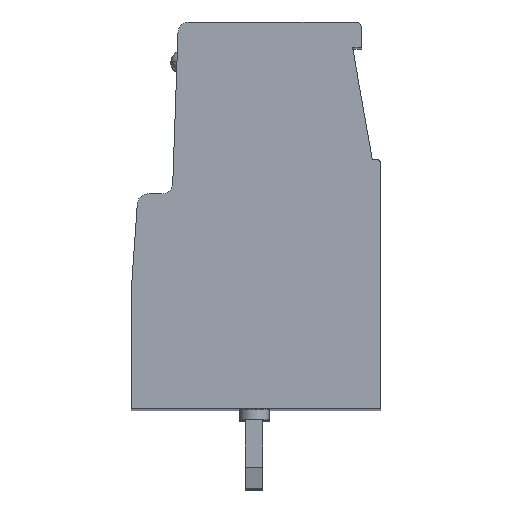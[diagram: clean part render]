
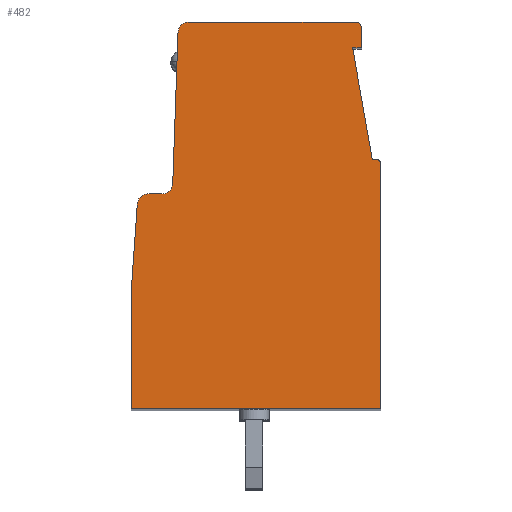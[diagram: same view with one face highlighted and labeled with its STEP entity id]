
A CAD part, top view. The second image highlights one B-rep face of the part: STEP entity #482.
In plain terms, the highlighted planar face has unit normal (0, 0, 1).
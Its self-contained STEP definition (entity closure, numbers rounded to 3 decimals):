
#482=ADVANCED_FACE('',(#1390),#1391,.T.);
#1390=FACE_OUTER_BOUND('',#2765,.T.);
#1391=PLANE('',#2766);
#2765=EDGE_LOOP('',(#4189,#4190,#4191,#4192,#4193,#4194,#4195,#4196,#4197,#4198,#4199,#4200,#4201,#4202,#4203,#4204));
#2766=AXIS2_PLACEMENT_3D('',#4205,#4206,#4207);
#4189=ORIENTED_EDGE('',*,*,#8037,.T.);
#4190=ORIENTED_EDGE('',*,*,#8038,.F.);
#4191=ORIENTED_EDGE('',*,*,#8039,.F.);
#4192=ORIENTED_EDGE('',*,*,#8040,.T.);
#4193=ORIENTED_EDGE('',*,*,#8041,.F.);
#4194=ORIENTED_EDGE('',*,*,#8042,.F.);
#4195=ORIENTED_EDGE('',*,*,#8043,.T.);
#4196=ORIENTED_EDGE('',*,*,#8044,.T.);
#4197=ORIENTED_EDGE('',*,*,#8045,.T.);
#4198=ORIENTED_EDGE('',*,*,#8046,.F.);
#4199=ORIENTED_EDGE('',*,*,#8047,.F.);
#4200=ORIENTED_EDGE('',*,*,#8048,.F.);
#4201=ORIENTED_EDGE('',*,*,#8049,.F.);
#4202=ORIENTED_EDGE('',*,*,#8050,.T.);
#4203=ORIENTED_EDGE('',*,*,#8051,.F.);
#4204=ORIENTED_EDGE('',*,*,#8052,.T.);
#4205=CARTESIAN_POINT('',(-11.731,-84.712,0.0));
#4206=DIRECTION('',(0.0,0.0,1.0));
#4207=DIRECTION('',(1.0,0.0,0.0));
#8037=EDGE_CURVE('',#9571,#9572,#9573,.T.);
#8038=EDGE_CURVE('',#9574,#9572,#9575,.T.);
#8039=EDGE_CURVE('',#9576,#9574,#9577,.T.);
#8040=EDGE_CURVE('',#9576,#9578,#9579,.T.);
#8041=EDGE_CURVE('',#9580,#9578,#9581,.T.);
#8042=EDGE_CURVE('',#9582,#9580,#9583,.T.);
#8043=EDGE_CURVE('',#9582,#9584,#9585,.T.);
#8044=EDGE_CURVE('',#9584,#9586,#9587,.T.);
#8045=EDGE_CURVE('',#9586,#9588,#9589,.T.);
#8046=EDGE_CURVE('',#9590,#9588,#9591,.T.);
#8047=EDGE_CURVE('',#9592,#9590,#9593,.T.);
#8048=EDGE_CURVE('',#9594,#9592,#9595,.T.);
#8049=EDGE_CURVE('',#9596,#9594,#9597,.T.);
#8050=EDGE_CURVE('',#9596,#9598,#9599,.T.);
#8051=EDGE_CURVE('',#9600,#9598,#9601,.T.);
#8052=EDGE_CURVE('',#9600,#9571,#9602,.T.);
#9571=VERTEX_POINT('',#11768);
#9572=VERTEX_POINT('',#11769);
#9573=LINE('',#11770,#11771);
#9574=VERTEX_POINT('',#11772);
#9575=CIRCLE('',#11773,0.5);
#9576=VERTEX_POINT('',#11774);
#9577=LINE('',#11775,#11776);
#9578=VERTEX_POINT('',#11777);
#9579=CIRCLE('',#11778,0.5);
#9580=VERTEX_POINT('',#11779);
#9581=LINE('',#11780,#11781);
#9582=VERTEX_POINT('',#11782);
#9583=LINE('',#11783,#11784);
#9584=VERTEX_POINT('',#11785);
#9585=LINE('',#11786,#11787);
#9586=VERTEX_POINT('',#11788);
#9587=LINE('',#11789,#11790);
#9588=VERTEX_POINT('',#11791);
#9589=CIRCLE('',#11792,0.2);
#9590=VERTEX_POINT('',#11793);
#9591=LINE('',#11794,#11795);
#9592=VERTEX_POINT('',#11796);
#9593=LINE('',#11797,#11798);
#9594=VERTEX_POINT('',#11799);
#9595=LINE('',#11800,#11801);
#9596=VERTEX_POINT('',#11802);
#9597=LINE('',#11803,#11804);
#9598=VERTEX_POINT('',#11805);
#9599=CIRCLE('',#11806,0.3);
#9600=VERTEX_POINT('',#11807);
#9601=LINE('',#11808,#11809);
#9602=CIRCLE('',#11810,0.5);
#11768=CARTESIAN_POINT('',(-9.437,17.517,0.0));
#11769=CARTESIAN_POINT('',(-9.683,10.483,0.0));
#11770=CARTESIAN_POINT('',(-9.501,15.707,0.0));
#11771=VECTOR('',#14564,1.0);
#11772=CARTESIAN_POINT('',(-10.183,10.0,0.0));
#11773=AXIS2_PLACEMENT_3D('',#14565,#14566,#14567);
#11774=CARTESIAN_POINT('',(-10.834,10.0,0.0));
#11775=CARTESIAN_POINT('',(-10.834,10.0,0.0));
#11776=VECTOR('',#14568,1.0);
#11777=CARTESIAN_POINT('',(-11.332,9.535,0.0));
#11778=AXIS2_PLACEMENT_3D('',#14569,#14570,#14571);
#11779=CARTESIAN_POINT('',(-11.62,5.4,0.0));
#11780=CARTESIAN_POINT('',(-11.62,5.4,0.0));
#11781=VECTOR('',#14572,1.0);
#11782=CARTESIAN_POINT('',(-11.62,0.0,0.0));
#11783=CARTESIAN_POINT('',(-11.62,0.0,0.0));
#11784=VECTOR('',#14573,1.0);
#11785=CARTESIAN_POINT('',(0.0,0.0,0.0));
#11786=CARTESIAN_POINT('',(-11.62,0.0,0.0));
#11787=VECTOR('',#14574,1.0);
#11788=CARTESIAN_POINT('',(0.,11.4,0.0));
#11789=CARTESIAN_POINT('',(0.,-84.712,0.0));
#11790=VECTOR('',#14575,1.0);
#11791=CARTESIAN_POINT('',(-0.2,11.6,0.0));
#11792=AXIS2_PLACEMENT_3D('',#14576,#14577,#14578);
#11793=CARTESIAN_POINT('',(-0.4,11.6,0.0));
#11794=CARTESIAN_POINT('',(-0.4,11.6,0.0));
#11795=VECTOR('',#14579,1.0);
#11796=CARTESIAN_POINT('',(-1.317,16.8,0.0));
#11797=CARTESIAN_POINT('',(-1.317,16.8,0.0));
#11798=VECTOR('',#14580,1.0);
#11799=CARTESIAN_POINT('',(-0.9,16.8,0.0));
#11800=CARTESIAN_POINT('',(-0.9,16.8,0.0));
#11801=VECTOR('',#14581,1.0);
#11802=CARTESIAN_POINT('',(-0.9,17.7,0.0));
#11803=CARTESIAN_POINT('',(-0.9,17.7,0.0));
#11804=VECTOR('',#14582,1.0);
#11805=CARTESIAN_POINT('',(-1.2,18.0,0.0));
#11806=AXIS2_PLACEMENT_3D('',#14583,#14584,#14585);
#11807=CARTESIAN_POINT('',(-8.938,18.0,0.0));
#11808=CARTESIAN_POINT('',(-8.938,18.0,0.0));
#11809=VECTOR('',#14586,1.0);
#11810=AXIS2_PLACEMENT_3D('',#14587,#14588,#14589);
#14564=DIRECTION('',(-0.035,-0.999,0.0));
#14565=CARTESIAN_POINT('',(-10.183,10.5,0.0));
#14566=DIRECTION('',(0.0,0.0,1.0));
#14567=DIRECTION('',(1.0,0.0,0.0));
#14568=DIRECTION('',(1.0,0.0,0.0));
#14569=CARTESIAN_POINT('',(-10.834,9.5,0.0));
#14570=DIRECTION('',(0.0,0.0,1.0));
#14571=DIRECTION('',(1.0,0.0,0.0));
#14572=DIRECTION('',(0.069,0.998,0.0));
#14573=DIRECTION('',(0.0,1.0,0.0));
#14574=DIRECTION('',(1.0,0.0,0.0));
#14575=DIRECTION('',(0.,1.0,0.0));
#14576=CARTESIAN_POINT('',(-0.2,11.4,0.0));
#14577=DIRECTION('',(0.0,0.0,1.0));
#14578=DIRECTION('',(1.0,0.0,0.0));
#14579=DIRECTION('',(1.0,0.0,0.0));
#14580=DIRECTION('',(0.174,-0.985,0.0));
#14581=DIRECTION('',(-1.0,0.0,0.0));
#14582=DIRECTION('',(0.0,-1.0,0.0));
#14583=CARTESIAN_POINT('',(-1.2,17.7,0.0));
#14584=DIRECTION('',(0.0,0.0,1.0));
#14585=DIRECTION('',(1.0,0.0,0.0));
#14586=DIRECTION('',(1.0,0.0,0.0));
#14587=CARTESIAN_POINT('',(-8.938,17.5,0.0));
#14588=DIRECTION('',(0.0,0.0,1.0));
#14589=DIRECTION('',(1.0,0.0,0.0));
